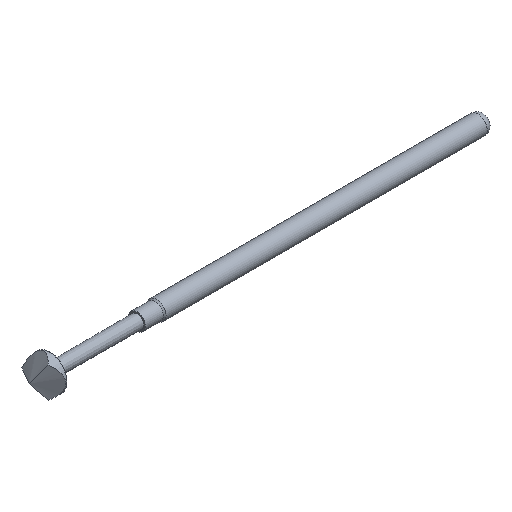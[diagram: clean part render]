
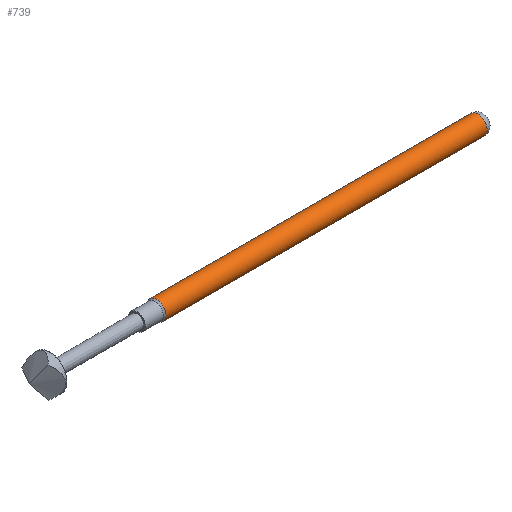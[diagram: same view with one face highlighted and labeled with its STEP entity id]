
A CAD part, isometric view. The second image highlights one B-rep face of the part: STEP entity #739.
In plain terms, the highlighted cylindrical face has radius 0.683 mm (diameter 1.367 mm), a full revolution.
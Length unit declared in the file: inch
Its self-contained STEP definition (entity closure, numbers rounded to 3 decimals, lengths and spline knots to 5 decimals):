
#14 = VERTEX_POINT ( 'NONE', #131 ) ;
#22 = DIRECTION ( 'NONE',  ( 0., 0., 1. ) ) ;
#48 = EDGE_CURVE ( 'NONE', #90, #90, #214, .T. ) ;
#67 = AXIS2_PLACEMENT_3D ( 'NONE', #753, #629, #401 ) ;
#80 = FACE_OUTER_BOUND ( 'NONE', #584, .T. ) ;
#90 = VERTEX_POINT ( 'NONE', #250 ) ;
#93 = DIRECTION ( 'NONE',  ( 0., 1., 0. ) ) ;
#131 = CARTESIAN_POINT ( 'NONE',  ( 0., 0.0269, 0. ) ) ;
#140 = CARTESIAN_POINT ( 'NONE',  ( 0.94349, 0., 0. ) ) ;
#214 = CIRCLE ( 'NONE', #530, 0.0269 ) ;
#250 = CARTESIAN_POINT ( 'NONE',  ( 0.92373, 0.0269, 0. ) ) ;
#289 = EDGE_CURVE ( 'NONE', #14, #14, #406, .T. ) ;
#290 = ORIENTED_EDGE ( 'NONE', *, *, #289, .T. ) ;
#361 = ORIENTED_EDGE ( 'NONE', *, *, #48, .F. ) ;
#377 = FACE_OUTER_BOUND ( 'NONE', #404, .T. ) ;
#380 = CARTESIAN_POINT ( 'NONE',  ( 0.92373, 0., 0. ) ) ;
#401 = DIRECTION ( 'NONE',  ( 0., 1., 0. ) ) ;
#404 = EDGE_LOOP ( 'NONE', ( #290 ) ) ;
#406 = CIRCLE ( 'NONE', #67, 0.0269 ) ;
#530 = AXIS2_PLACEMENT_3D ( 'NONE', #380, #605, #93 ) ;
#584 = EDGE_LOOP ( 'NONE', ( #361 ) ) ;
#605 = DIRECTION ( 'NONE',  ( 1., 0., 0. ) ) ;
#614 = CYLINDRICAL_SURFACE ( 'NONE', #642, 0.0269 ) ;
#629 = DIRECTION ( 'NONE',  ( 1., 0., 0. ) ) ;
#642 = AXIS2_PLACEMENT_3D ( 'NONE', #140, #727, #22 ) ;
#727 = DIRECTION ( 'NONE',  ( -1., 0., 0. ) ) ;
#739 = ADVANCED_FACE ( 'NONE', ( #377, #80 ), #614, .T. ) ;
#753 = CARTESIAN_POINT ( 'NONE',  ( 0., 0., 0. ) ) ;
